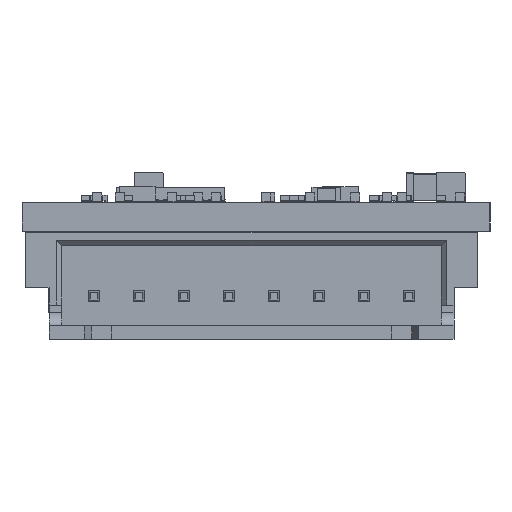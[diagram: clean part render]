
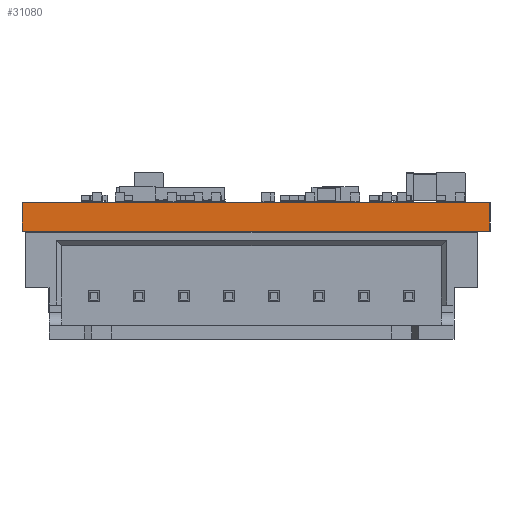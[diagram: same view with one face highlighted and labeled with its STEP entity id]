
A CAD part, left-side view. The second image highlights one B-rep face of the part: STEP entity #31080.
In plain terms, the highlighted planar face has unit normal (-1, 0, 0).
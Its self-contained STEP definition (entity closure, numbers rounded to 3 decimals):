
#30481 = VERTEX_POINT('',#30482);
#30482 = CARTESIAN_POINT('',(-20.,42.5,0.));
#30488 = EDGE_CURVE('',#30489,#30481,#30491,.T.);
#30489 = VERTEX_POINT('',#30490);
#30490 = CARTESIAN_POINT('',(-20.,16.5,0.));
#30491 = LINE('',#30492,#30493);
#30492 = CARTESIAN_POINT('',(-20.,16.5,0.));
#30493 = VECTOR('',#30494,1.);
#30494 = DIRECTION('',(0.,1.,0.));
#30767 = VERTEX_POINT('',#30768);
#30768 = CARTESIAN_POINT('',(-20.,42.5,1.6));
#30774 = EDGE_CURVE('',#30775,#30767,#30777,.T.);
#30775 = VERTEX_POINT('',#30776);
#30776 = CARTESIAN_POINT('',(-20.,16.5,1.6));
#30777 = LINE('',#30778,#30779);
#30778 = CARTESIAN_POINT('',(-20.,16.5,1.6));
#30779 = VECTOR('',#30780,1.);
#30780 = DIRECTION('',(0.,1.,0.));
#31050 = EDGE_CURVE('',#30481,#30767,#31051,.T.);
#31051 = LINE('',#31052,#31053);
#31052 = CARTESIAN_POINT('',(-20.,42.5,0.));
#31053 = VECTOR('',#31054,1.);
#31054 = DIRECTION('',(0.,0.,1.));
#31080 = ADVANCED_FACE('',(#31081),#31092,.T.);
#31081 = FACE_BOUND('',#31082,.T.);
#31082 = EDGE_LOOP('',(#31083,#31089,#31090,#31091));
#31083 = ORIENTED_EDGE('',*,*,#31084,.T.);
#31084 = EDGE_CURVE('',#30489,#30775,#31085,.T.);
#31085 = LINE('',#31086,#31087);
#31086 = CARTESIAN_POINT('',(-20.,16.5,0.));
#31087 = VECTOR('',#31088,1.);
#31088 = DIRECTION('',(0.,0.,1.));
#31089 = ORIENTED_EDGE('',*,*,#30774,.T.);
#31090 = ORIENTED_EDGE('',*,*,#31050,.F.);
#31091 = ORIENTED_EDGE('',*,*,#30488,.F.);
#31092 = PLANE('',#31093);
#31093 = AXIS2_PLACEMENT_3D('',#31094,#31095,#31096);
#31094 = CARTESIAN_POINT('',(-20.,16.5,0.));
#31095 = DIRECTION('',(-1.,0.,0.));
#31096 = DIRECTION('',(0.,1.,0.));
